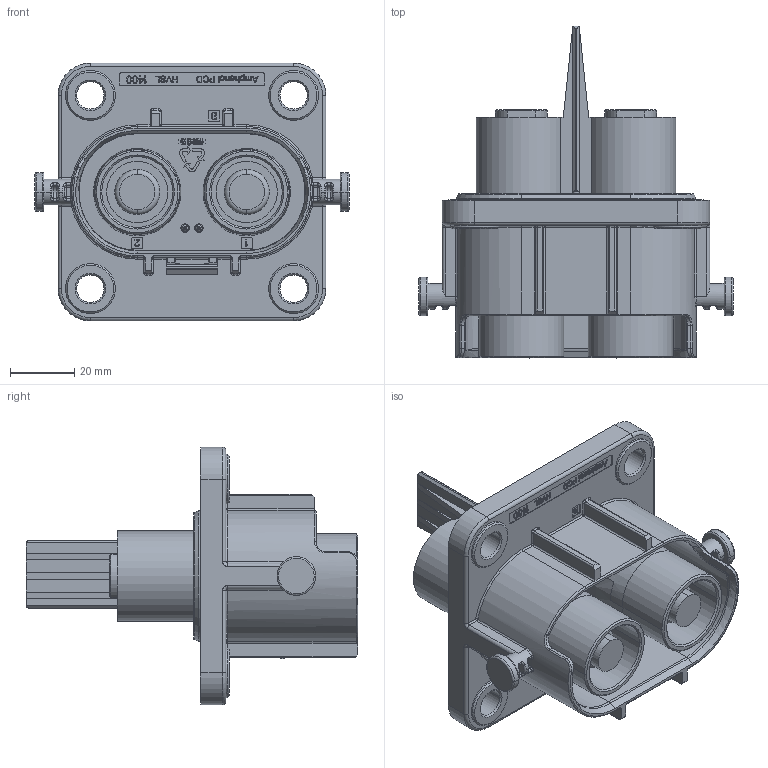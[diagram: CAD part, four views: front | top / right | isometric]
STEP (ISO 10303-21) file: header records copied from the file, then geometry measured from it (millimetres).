
FILE_DESCRIPTION((''),'2;1');
FILE_NAME('HVSL1400022B1D8S6','2021-05-13T',('ray.rui'),(''),'PRO/ENGINEER BY PARAMETRIC TECHNOLOGY CORPORATION, 2013230','PRO/ENGINEER BY PARAMETRIC TECHNOLOGY CORPORATION, 2013230','');
FILE_SCHEMA(('CONFIG_CONTROL_DESIGN'));
Length unit declared in the file: millimetre
Products named in the file (1): HVSL1400022B1D8S6
Bounding box: 97.5 x 103 x 80 mm (x, y, z)
Volume: 129845.9 mm3; surface area: 63191.2 mm2
Topology: 1 solids, 3 shells, 1942 faces, 5166 edges, 3202 vertices
Faces by surface type: plane 745, cylinder 456, extrusion 317, torus 183, sphere 92, cone 91, bspline 58
Entity records: 73158 total; most frequent: CARTESIAN_POINT 26394, ORIENTED_EDGE 10140, DIRECTION 8964, EDGE_CURVE 5070, VERTEX_POINT 3202, AXIS2_PLACEMENT_3D 2993, VECTOR 2978, LINE 2661
